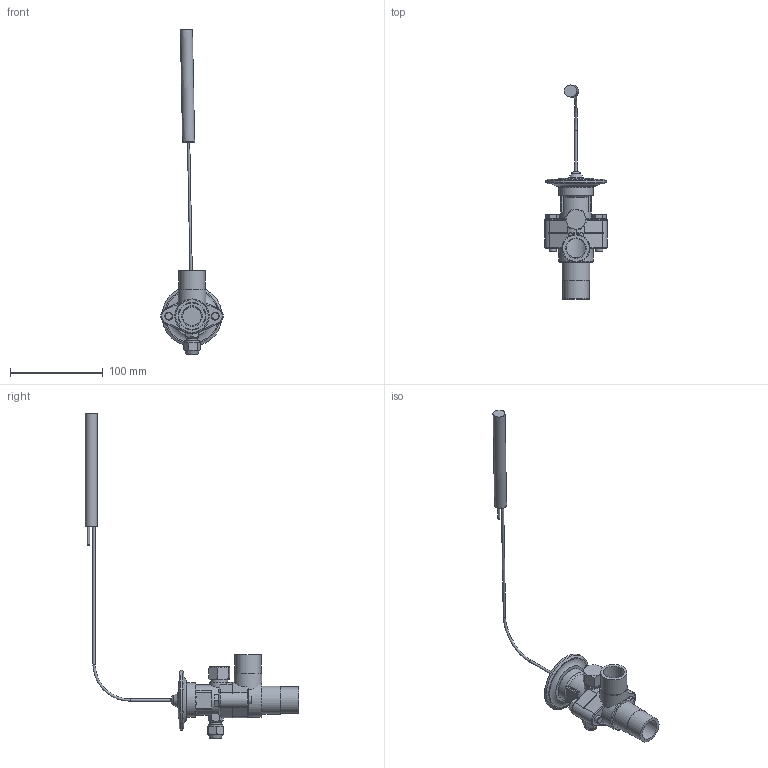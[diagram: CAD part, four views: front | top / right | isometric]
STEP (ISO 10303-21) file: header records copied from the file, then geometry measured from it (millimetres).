
FILE_DESCRIPTION(('TFLEX Exchange Step'),'2;1');
FILE_NAME('TRFE-A.stp', '2023-03-01T11:41:08+03:00',('EXT0102'),('Unknown organisation'),'TFLEX Exchange 2022.1','T-FLEX CAD','Unknown authorisation');
FILE_SCHEMA( ('AUTOMOTIVE_DESIGN { 1 0 10303 214 1 1 1 1 }') );
Length unit declared in the file: millimetre
Products named in the file (1): Nodes
Bounding box: 67.4 x 230.16 x 350.48 mm (x, y, z)
Volume: 127533.3 mm3; surface area: 57906.2 mm2
Topology: 1 solids, 2 shells, 262 faces, 712 edges, 476 vertices
Faces by surface type: plane 99, cylinder 79, cone 49, torus 25, bspline 8, sphere 2
Full cylindrical faces by diameter (mm): 2.5 x3, 4 x1, 6.5 x1, 8 x2, 8.5 x2, 9 x1, 9.5 x1, 10.7 x1, 11 x2, 11.7 x1, 11.8 x1, 12 x1, 12.3 x1, 13 x1, 15.8 x1, 16 x1, 18 x1, 20 x2, 20.3 x1, 21 x2, 22.2 x2, 25.4 x2, 25.5 x1, 27.2 x1, 28.5 x2, 30 x3, 31.5 x1, 32 x2, 33 x1, 37 x1
Entity records: 10723 total; most frequent: CARTESIAN_POINT 4087, ORIENTED_EDGE 1410, DIRECTION 1389, EDGE_CURVE 705, AXIS2_PLACEMENT_3D 594, VERTEX_POINT 476, CIRCLE 339, EDGE_LOOP 305
